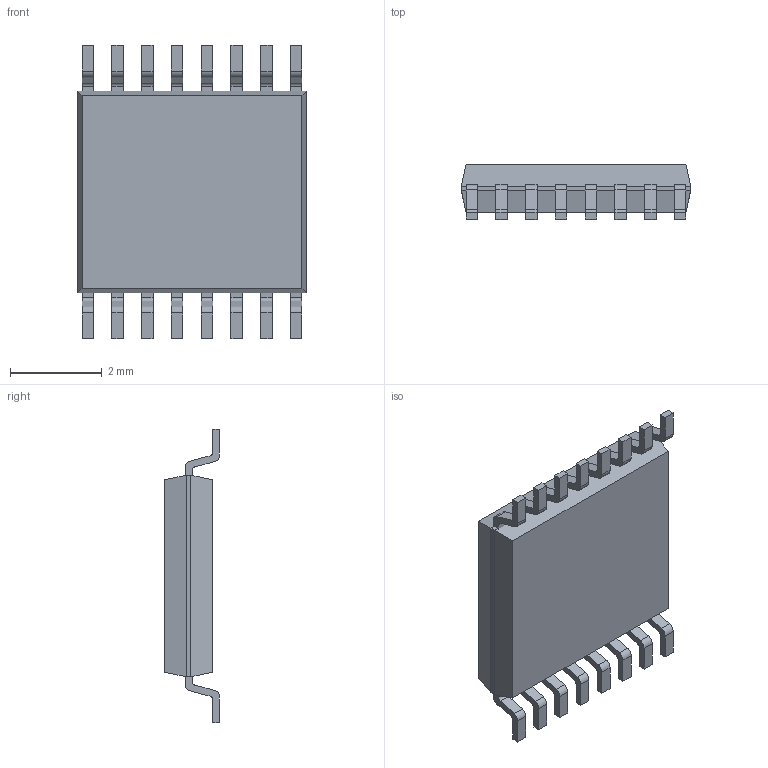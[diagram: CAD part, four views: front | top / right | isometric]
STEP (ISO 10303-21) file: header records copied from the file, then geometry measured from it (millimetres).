
FILE_DESCRIPTION(('FreeCAD Model'),'2;1');
FILE_NAME('TSSOP-16.step', '2019-12-16T20:42:48',('Author'),(''), 'Open CASCADE STEP processor 7.2','FreeCAD','Unknown');
FILE_SCHEMA(('AUTOMOTIVE_DESIGN { 1 0 10303 214 1 1 1 1 }'));
Length unit declared in the file: millimetre
Products named in the file (11): User_Library_TSSOP_16_2; _X2_041A043E0440043F04430441_X0_; _X2_041C04350442043A0430_X0_; _X2_041D043E0436043A0430_X0_; _X2_041D043E0436043A0430_X0_001; _X2_041D043E0436043A0430_X0_002; _X2_041D043E0436043A0430_X0_003; _X2_041D043E0436043A0430_X0_004; _X2_041D043E0436043A0430_X0_005; _X2_041D043E0436043A0430_X0_006; _X2_041D043E0436043A0430_X0_007
Assembly tree (10 placements, depth 2):
  User_Library_TSSOP_16_2
    _X2_041A043E0440043F04430441_X0_
    _X2_041C04350442043A0430_X0_
    _X2_041D043E0436043A0430_X0_
    _X2_041D043E0436043A0430_X0_001
    _X2_041D043E0436043A0430_X0_002
    _X2_041D043E0436043A0430_X0_003
    _X2_041D043E0436043A0430_X0_004
    _X2_041D043E0436043A0430_X0_005
    _X2_041D043E0436043A0430_X0_006
    _X2_041D043E0436043A0430_X0_007
Bounding box: 5 x 1.2 x 6.4 mm (x, y, z)
Volume: 23.1 mm3; surface area: 82.2 mm2
Topology: 18 solids, 18 shells, 245 faces, 1768 edges, 5016 vertices
Faces by surface type: plane 177, cylinder 68
Entity records: 31118 total; most frequent: CARTESIAN_POINT 8488, DIRECTION 3868, LINE 2472, VECTOR 2472, ORIENTED_EDGE 1232, PCURVE 1232, DEFINITIONAL_REPRESENTATION 1232, GEOMETRIC_CURVE_SET 1160
